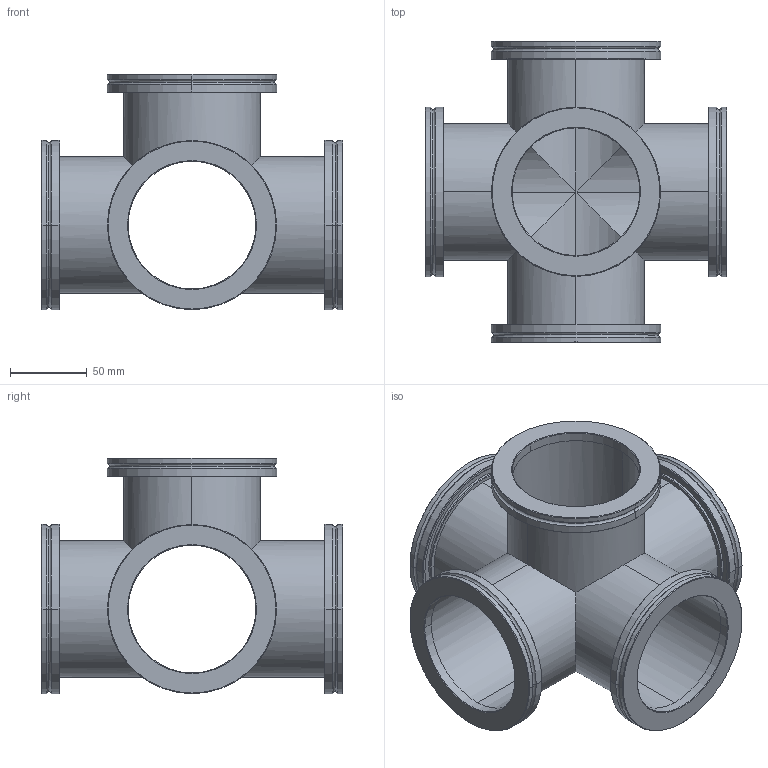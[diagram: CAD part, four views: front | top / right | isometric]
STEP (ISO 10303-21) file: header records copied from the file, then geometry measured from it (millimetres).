
FILE_DESCRIPTION (( 'STEP AP214' ), '1' );
FILE_NAME ('Hositrad_ISOX5-80.STEP', '2017-06-06T13:47:21', ( 'Gebruiker' ), ( '' ), 'SwSTEP 2.0', 'SolidWorks 2017', '' );
FILE_SCHEMA (( 'AUTOMOTIVE_DESIGN' ));
Length unit declared in the file: millimetre
Products named in the file (3): ISO-K-Weld-All_ISO80-89; Hositrad_ISOX5-80; ISO-K_Equal-5-Way-Cross_All_ISO80-T
Assembly tree (6 placements, depth 2):
  Hositrad_ISOX5-80
    ISO-K_Equal-5-Way-Cross_All_ISO80-T
    ISO-K-Weld-All_ISO80-89  x5
Bounding box: 196 x 196 x 153 mm (x, y, z)
Volume: 355625.8 mm3; surface area: 243285.8 mm2
Topology: 6 solids, 6 shells, 180 faces, 374 edges, 218 vertices
Faces by surface type: cylinder 80, cone 50, plane 30, torus 20
Entity records: 1712 total; most frequent: CARTESIAN_POINT 337, DIRECTION 292, ORIENTED_EDGE 252, EDGE_CURVE 126, AXIS2_PLACEMENT_3D 125, VERTEX_POINT 74, EDGE_LOOP 66, CIRCLE 60
